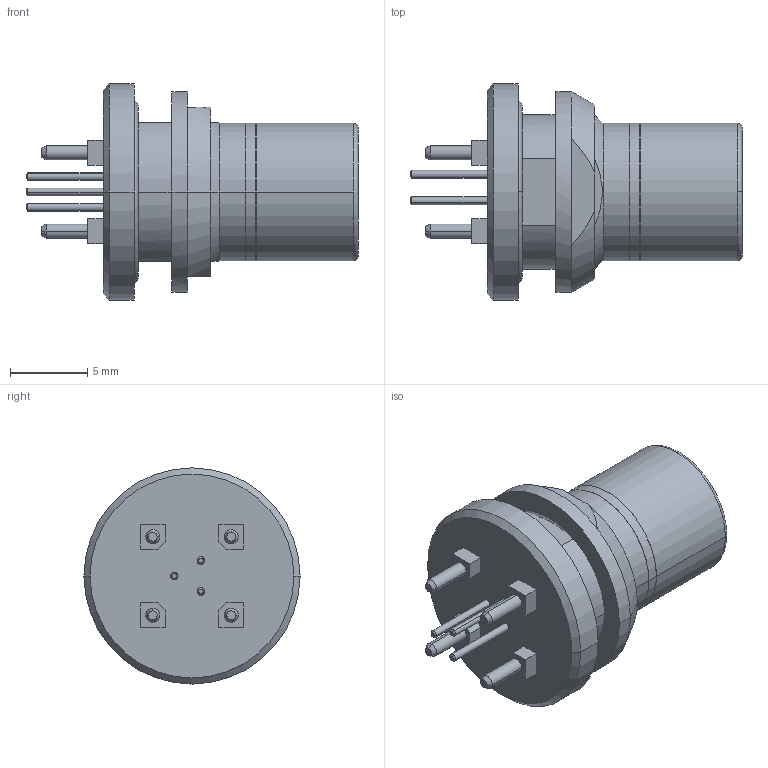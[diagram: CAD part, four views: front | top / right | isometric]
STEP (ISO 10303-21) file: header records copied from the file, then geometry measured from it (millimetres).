
FILE_DESCRIPTION(('STEP AP242'),'1');
FILE_NAME('hes_0f_303_xldp.stp','2020-12-21T20:02:03',('TraceParts'),('TraceParts S.A.'),'Spatial InterOp 3D',' ',' ');
FILE_SCHEMA(('AP242_MANAGED_MODEL_BASED_3D_ENGINEERING_MIM_LF {1 0 10303 442 1 1 4}'));
Length unit declared in the file: millimetre
Products named in the file (1): hes_0f_303_xldp_1
Bounding box: 21.5 x 14 x 14 mm (x, y, z)
Volume: 1419.4 mm3; surface area: 1257.7 mm2
Topology: 2 solids, 2 shells, 117 faces, 259 edges, 163 vertices
Faces by surface type: plane 45, cylinder 38, cone 26, torus 8
Entity records: 4222 total; most frequent: DIRECTION 622, CARTESIAN_POINT 555, ORIENTED_EDGE 518, EDGE_CURVE 259, AXIS2_PLACEMENT_3D 251, VERTEX_POINT 163, EDGE_LOOP 136, CIRCLE 132
